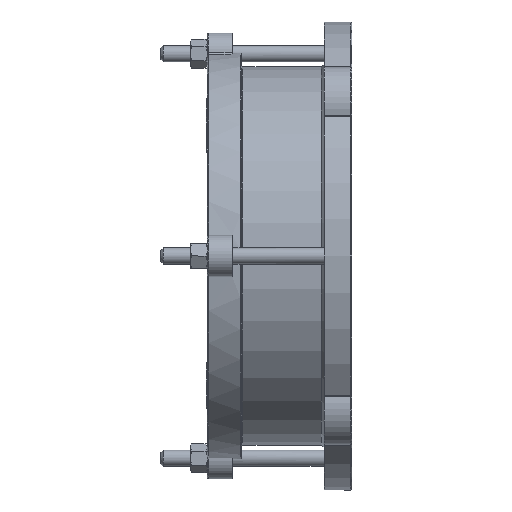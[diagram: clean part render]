
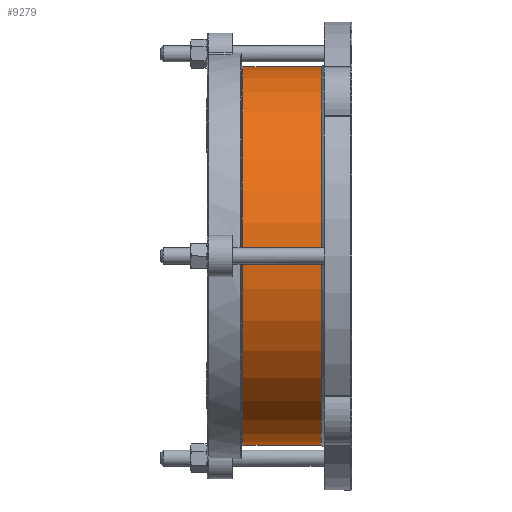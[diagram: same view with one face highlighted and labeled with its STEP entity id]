
A CAD part, left-side view. The second image highlights one B-rep face of the part: STEP entity #9279.
In plain terms, the highlighted cylindrical face has radius 137.5 mm (diameter 275 mm), a full revolution.
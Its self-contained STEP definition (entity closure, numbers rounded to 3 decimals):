
#114=CYLINDRICAL_SURFACE('',#9837,137.5);
#339=CIRCLE('',#9835,137.5);
#340=CIRCLE('',#9836,137.5);
#341=CIRCLE('',#9838,137.5);
#1157=FACE_OUTER_BOUND('',#1719,.T.);
#1719=EDGE_LOOP('',(#6806,#6807,#6808,#6809,#6810));
#2443=LINE('',#15760,#3035);
#3035=VECTOR('',#11221,137.5);
#3913=VERTEX_POINT('',#15753);
#3914=VERTEX_POINT('',#15755);
#3915=VERTEX_POINT('',#15759);
#4933=EDGE_CURVE('',#3913,#3914,#339,.T.);
#4934=EDGE_CURVE('',#3914,#3913,#340,.T.);
#4935=EDGE_CURVE('',#3914,#3915,#2443,.T.);
#4936=EDGE_CURVE('',#3915,#3915,#341,.T.);
#6806=ORIENTED_EDGE('',*,*,#4933,.F.);
#6807=ORIENTED_EDGE('',*,*,#4934,.F.);
#6808=ORIENTED_EDGE('',*,*,#4935,.T.);
#6809=ORIENTED_EDGE('',*,*,#4936,.F.);
#6810=ORIENTED_EDGE('',*,*,#4935,.F.);
#9279=ADVANCED_FACE('',(#1157),#114,.T.);
#9835=AXIS2_PLACEMENT_3D('',#15756,#11215,#11216);
#9836=AXIS2_PLACEMENT_3D('',#15757,#11217,#11218);
#9837=AXIS2_PLACEMENT_3D('',#15758,#11219,#11220);
#9838=AXIS2_PLACEMENT_3D('',#15761,#11222,#11223);
#11215=DIRECTION('center_axis',(0.,1.,0.));
#11216=DIRECTION('ref_axis',(1.,0.,0.));
#11217=DIRECTION('center_axis',(0.,1.,0.));
#11218=DIRECTION('ref_axis',(1.,0.,0.));
#11219=DIRECTION('center_axis',(0.,1.,0.));
#11220=DIRECTION('ref_axis',(-1.,0.,0.));
#11221=DIRECTION('',(0.,-1.,0.));
#11222=DIRECTION('center_axis',(0.,-1.,0.));
#11223=DIRECTION('ref_axis',(-1.,0.,0.));
#15753=CARTESIAN_POINT('',(0.,79.,-137.5));
#15755=CARTESIAN_POINT('',(137.5,79.,0.));
#15756=CARTESIAN_POINT('Origin',(0.,79.,0.));
#15757=CARTESIAN_POINT('Origin',(0.,79.,0.));
#15758=CARTESIAN_POINT('Origin',(0.,0.,0.));
#15759=CARTESIAN_POINT('',(137.5,22.,0.));
#15760=CARTESIAN_POINT('',(137.5,0.,0.));
#15761=CARTESIAN_POINT('Origin',(0.,22.,0.));
